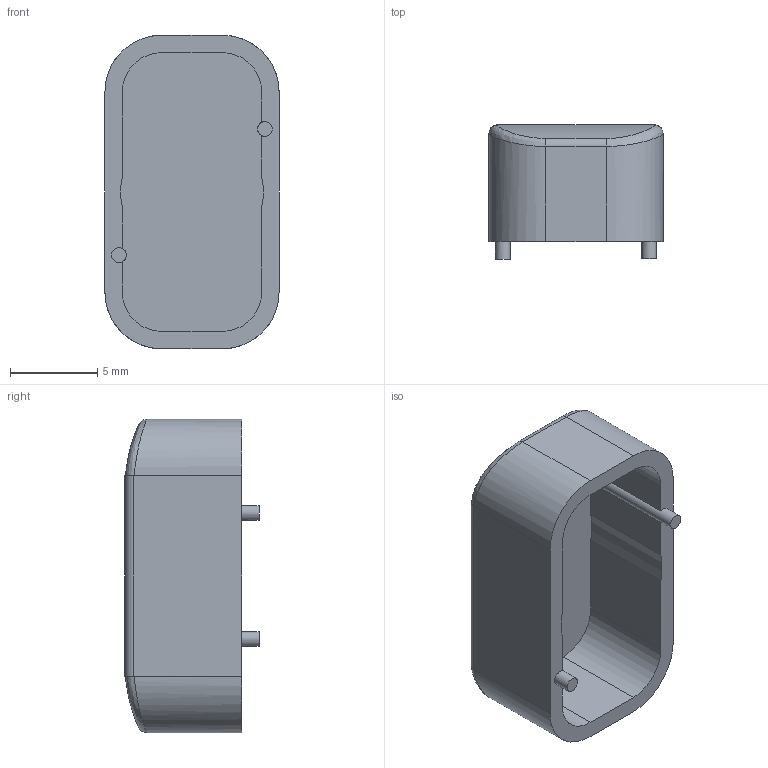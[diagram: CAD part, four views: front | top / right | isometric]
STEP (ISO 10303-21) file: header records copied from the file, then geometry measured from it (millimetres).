
FILE_DESCRIPTION(/* description */ (''),/* implementation_level */ '2;1');
FILE_NAME(/* name */ 'Nu Cover.step',/* time_stamp */ '2018-03-14T10:41:30+08:00',/* author */ ('heraldU9FMQ'),/* organization */ (''),/* preprocessor_version */ 'ST-DEVELOPER v16.13',/* originating_system */ 'Autodesk Translation Framework v6.5.0.72',/* authorisation */ '');
FILE_SCHEMA (('AUTOMOTIVE_DESIGN { 1 0 10303 214 3 1 1 }'));
Length unit declared in the file: millimetre
Products named in the file (1): Nu Capsule Cover
Bounding box: 10 x 7.7 x 18 mm (x, y, z)
Volume: 421.1 mm3; surface area: 916 mm2
Topology: 1 solids, 1 shells, 50 faces, 127 edges, 80 vertices
Faces by surface type: plane 20, cylinder 20, bspline 6, torus 4
Full cylindrical faces by diameter (mm): 0.85 x2
Entity records: 1802 total; most frequent: CARTESIAN_POINT 588, ORIENTED_EDGE 254, DIRECTION 239, EDGE_CURVE 127, AXIS2_PLACEMENT_3D 87, VERTEX_POINT 80, LINE 65, VECTOR 65
